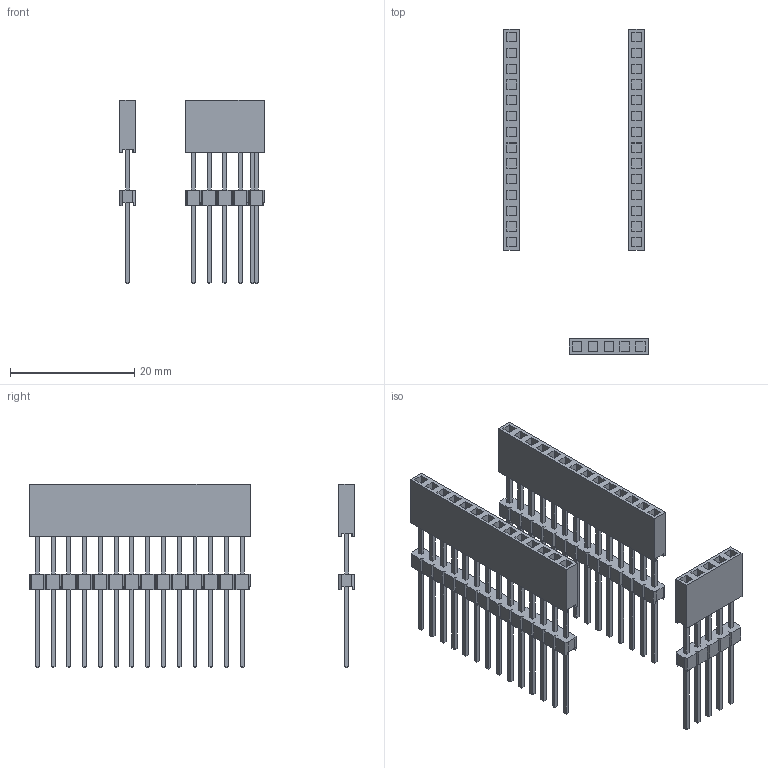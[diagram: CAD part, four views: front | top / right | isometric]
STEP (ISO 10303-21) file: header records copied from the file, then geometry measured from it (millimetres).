
FILE_DESCRIPTION(/* description */ (''),/* implementation_level */ '2;1');
FILE_NAME(/* name */ 'P1AM_Proto_LongPinHeaders.step',/* time_stamp */ '2023-10-03T09:35:56-04:00',/* author */ (''),/* organization */ (''),/* preprocessor_version */ 'ST-DEVELOPER v20',/* originating_system */ 'Autodesk Translation Framework v12.14.0.127',/* authorisation */ '');
FILE_SCHEMA (('AUTOMOTIVE_DESIGN { 1 0 10303 214 3 1 1 }'));
Length unit declared in the file: millimetre
Products named in the file (5): P1AM_Proto_Dimension V2; AJ's Pin Header Models; 2.54 Extra Long Stackable 5p; AJ's Pin Header Models_1; 2.54 Extra Long Stackable
Assembly tree (3 placements, depth 2):
  P1AM_Proto_Dimension V2
  AJ's Pin Header Models
    2.54 Extra Long Stackable
    2.54 Extra Long Stackable 5p
  AJ's Pin Header Models_1
    2.54 Extra Long Stackable
Bounding box: 23.29 x 52.37 x 29.64 mm (x, y, z)
Volume: 1997.3 mm3; surface area: 5897 mm2
Topology: 3 solids, 3 shells, 1158 faces, 3108 edges, 2028 vertices
Faces by surface type: plane 1158
Entity records: 20841 total; most frequent: CARTESIAN_POINT 3648, ORIENTED_EDGE 3592, DIRECTION 3156, LINE 1796, VECTOR 1796, EDGE_CURVE 1796, VERTEX_POINT 1172, EDGE_LOOP 746
